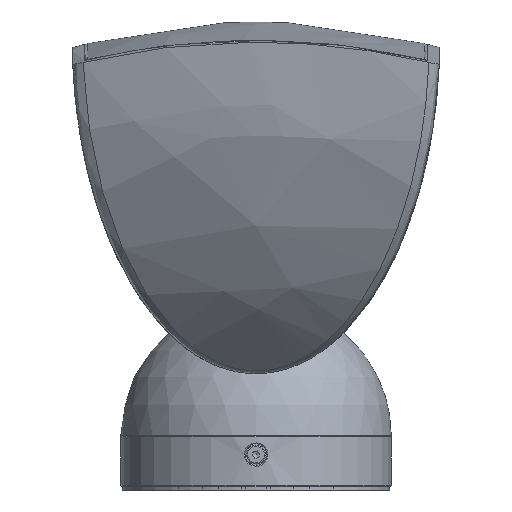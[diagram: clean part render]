
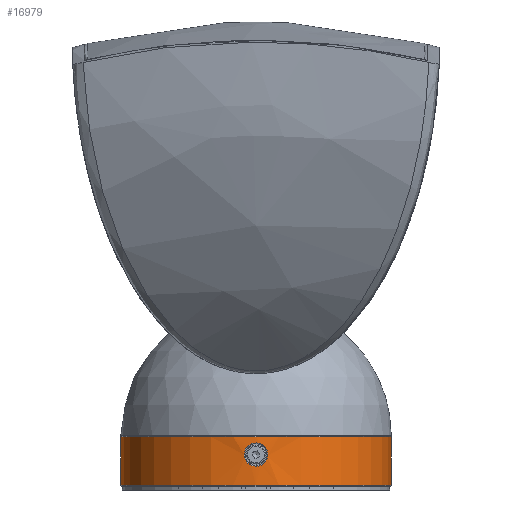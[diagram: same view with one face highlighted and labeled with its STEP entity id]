
A CAD part, front view. The second image highlights one B-rep face of the part: STEP entity #16979.
In plain terms, the highlighted cylindrical face has radius 50 mm (diameter 100 mm), a partial arc.
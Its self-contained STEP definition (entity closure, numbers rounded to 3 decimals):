
#576=B_SPLINE_CURVE_WITH_KNOTS('',3,(#31756,#31757,#31758,#31759,#31760,
#31761,#31762,#31763,#31764,#31765,#31766,#31767,#31768,#31769,#31770,#31771,
#31772),.UNSPECIFIED.,.T.,.F.,(4,1,1,1,1,1,1,1,1,1,1,1,1,1,4),(0.,0.071,
0.143,0.214,0.286,0.357,
0.429,0.5,0.571,0.643,
0.714,0.786,0.857,0.929,
1.),.UNSPECIFIED.);
#1101=CYLINDRICAL_SURFACE('',#18333,50.);
#1534=CIRCLE('',#18334,50.);
#1535=CIRCLE('',#18335,50.);
#1862=FACE_BOUND('',#3513,.T.);
#2487=FACE_OUTER_BOUND('',#3512,.T.);
#3512=EDGE_LOOP('',(#13461,#13462,#13463,#13464));
#3513=EDGE_LOOP('',(#13465));
#4768=LINE('',#31778,#6005);
#4769=LINE('',#31781,#6006);
#6005=VECTOR('',#21297,1.);
#6006=VECTOR('',#21300,1.);
#7508=VERTEX_POINT('',#31726);
#7511=VERTEX_POINT('',#31774);
#7512=VERTEX_POINT('',#31775);
#7513=VERTEX_POINT('',#31777);
#7514=VERTEX_POINT('',#31779);
#9660=EDGE_CURVE('',#7508,#7508,#576,.T.);
#9661=EDGE_CURVE('',#7511,#7512,#1534,.T.);
#9662=EDGE_CURVE('',#7513,#7511,#4768,.T.);
#9663=EDGE_CURVE('',#7514,#7513,#1535,.T.);
#9664=EDGE_CURVE('',#7512,#7514,#4769,.T.);
#13461=ORIENTED_EDGE('',*,*,#9661,.F.);
#13462=ORIENTED_EDGE('',*,*,#9662,.F.);
#13463=ORIENTED_EDGE('',*,*,#9663,.F.);
#13464=ORIENTED_EDGE('',*,*,#9664,.F.);
#13465=ORIENTED_EDGE('',*,*,#9660,.F.);
#16979=ADVANCED_FACE('',(#2487,#1862),#1101,.T.);
#18333=AXIS2_PLACEMENT_3D('',#31773,#21293,#21294);
#18334=AXIS2_PLACEMENT_3D('',#31776,#21295,#21296);
#18335=AXIS2_PLACEMENT_3D('',#31780,#21298,#21299);
#21293=DIRECTION('center_axis',(0.,0.,1.));
#21294=DIRECTION('ref_axis',(0.,-1.,0.));
#21295=DIRECTION('center_axis',(0.,0.,-1.));
#21296=DIRECTION('ref_axis',(0.,-1.,0.));
#21297=DIRECTION('',(0.,0.,-1.));
#21298=DIRECTION('center_axis',(0.,0.,1.));
#21299=DIRECTION('ref_axis',(0.,-1.,0.));
#21300=DIRECTION('',(0.,0.,1.));
#31726=CARTESIAN_POINT('',(4.326,-49.813,13.1));
#31756=CARTESIAN_POINT('Ctrl Pts',(4.326,-49.813,13.1));
#31757=CARTESIAN_POINT('Ctrl Pts',(4.326,-49.813,13.744));
#31758=CARTESIAN_POINT('Ctrl Pts',(4.03,-49.84,15.03));
#31759=CARTESIAN_POINT('Ctrl Pts',(2.79,-49.93,16.577));
#31760=CARTESIAN_POINT('Ctrl Pts',(0.996,-50.003,
17.435));
#31761=CARTESIAN_POINT('Ctrl Pts',(-0.996,-50.003,
17.436));
#31762=CARTESIAN_POINT('Ctrl Pts',(-2.789,-49.93,16.576));
#31763=CARTESIAN_POINT('Ctrl Pts',(-4.031,-49.839,
15.031));
#31764=CARTESIAN_POINT('Ctrl Pts',(-4.474,-49.799,
13.1));
#31765=CARTESIAN_POINT('Ctrl Pts',(-4.031,-49.839,11.17));
#31766=CARTESIAN_POINT('Ctrl Pts',(-2.789,-49.93,
9.624));
#31767=CARTESIAN_POINT('Ctrl Pts',(-0.996,-50.003,
8.764));
#31768=CARTESIAN_POINT('Ctrl Pts',(0.996,-50.003,
8.765));
#31769=CARTESIAN_POINT('Ctrl Pts',(2.79,-49.93,9.623));
#31770=CARTESIAN_POINT('Ctrl Pts',(4.03,-49.84,11.17));
#31771=CARTESIAN_POINT('Ctrl Pts',(4.326,-49.813,12.456));
#31772=CARTESIAN_POINT('Ctrl Pts',(4.326,-49.813,13.1));
#31773=CARTESIAN_POINT('Origin',(0.,0.,0.));
#31774=CARTESIAN_POINT('',(12.274,48.47,1.7));
#31775=CARTESIAN_POINT('',(-12.274,48.47,1.7));
#31776=CARTESIAN_POINT('Origin',(0.,0.,1.7));
#31777=CARTESIAN_POINT('',(12.274,48.47,19.7));
#31778=CARTESIAN_POINT('',(12.274,48.47,0.));
#31779=CARTESIAN_POINT('',(-12.274,48.47,19.7));
#31780=CARTESIAN_POINT('Origin',(0.,0.,19.7));
#31781=CARTESIAN_POINT('',(-12.274,48.47,0.));
